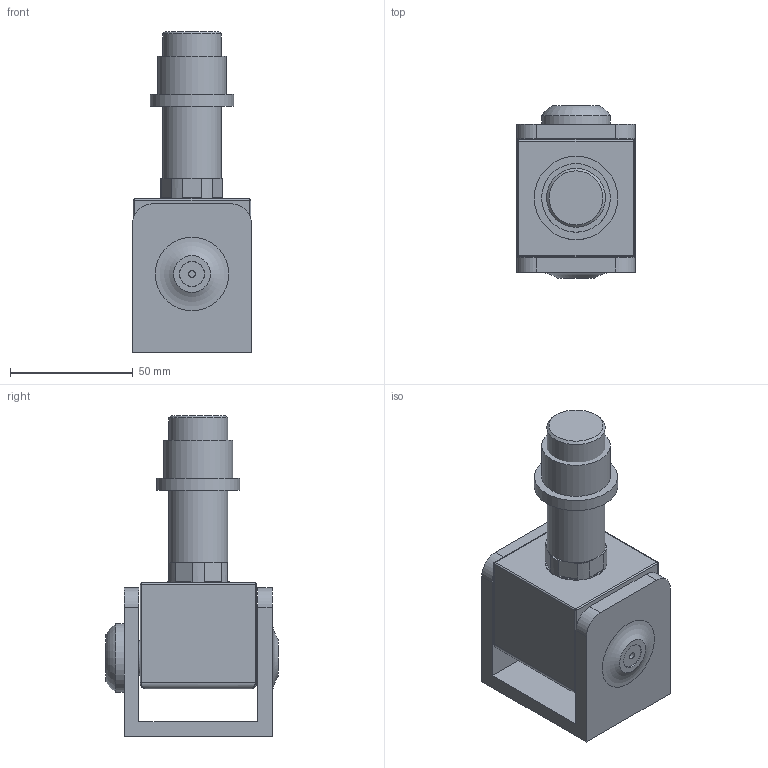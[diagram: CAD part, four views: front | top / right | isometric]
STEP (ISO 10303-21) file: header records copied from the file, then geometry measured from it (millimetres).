
FILE_DESCRIPTION (( 'STEP AP203' ), '1' );
FILE_NAME ('123-M24-VA.STEP', '2022-03-02T08:15:01', ( '' ), ( '' ), 'SwSTEP 2.0', 'SolidWorks 2018', '' );
FILE_SCHEMA (( 'CONFIG_CONTROL_DESIGN' ));
Length unit declared in the file: millimetre
Products named in the file (5): 123-MXX-VA Teil1_123-M24-VA Teil1; 123-MXX-VA Teil3_123-M24-VA Teil3; 123-MXX-VA Teil2_123-M24-VA Teil2; 123-MXX-VA Teil4_123-M24-VA Teil4; 123-M24-VA
Assembly tree (4 placements, depth 2):
  123-M24-VA
    123-MXX-VA Teil1_123-M24-VA Teil1
    123-MXX-VA Teil2_123-M24-VA Teil2
    123-MXX-VA Teil3_123-M24-VA Teil3
    123-MXX-VA Teil4_123-M24-VA Teil4
Bounding box: 48.4 x 70.3 x 130.9 mm (x, y, z)
Volume: 189133.4 mm3; surface area: 47202.6 mm2
Topology: 4 solids, 4 shells, 366 faces, 955 edges, 621 vertices
Faces by surface type: plane 227, bspline 98, cylinder 29, cone 6, sphere 4, torus 2
Full cylindrical faces by diameter (mm): 2.75 x1, 10 x1, 10.2 x1, 12 x1, 14 x2, 14.1 x1, 21 x1, 24 x1, 25.3 x1, 27.8 x1, 28 x1, 34 x1
Entity records: 15618 total; most frequent: CARTESIAN_POINT 6890, ORIENTED_EDGE 1838, DIRECTION 1349, EDGE_CURVE 919, VECTOR 643, LINE 643, VERTEX_POINT 614, EDGE_LOOP 429
